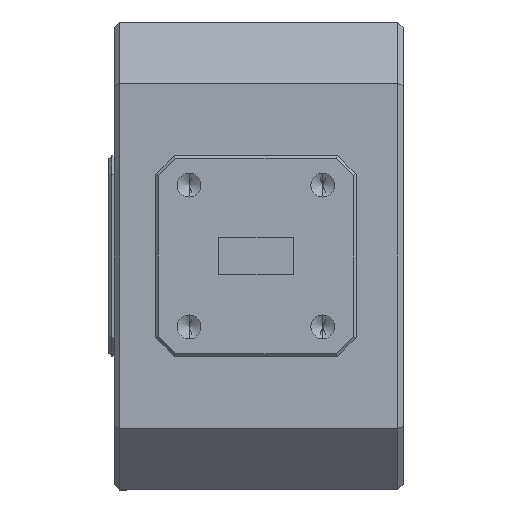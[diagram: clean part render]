
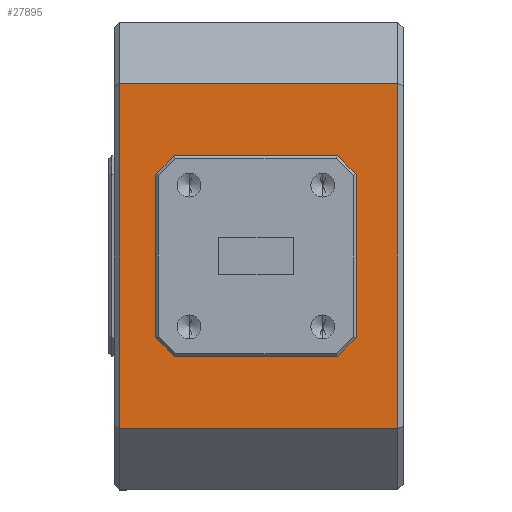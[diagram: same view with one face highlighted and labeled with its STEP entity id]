
A CAD part, left-side view. The second image highlights one B-rep face of the part: STEP entity #27895.
In plain terms, the highlighted planar face has unit normal (-1, 0, 0).
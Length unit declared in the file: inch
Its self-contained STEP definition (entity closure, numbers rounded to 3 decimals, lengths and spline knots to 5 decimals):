
#98 = CARTESIAN_POINT ( 'NONE',  ( -1.36794, -0.375, -0.375 ) ) ;
#417 = ORIENTED_EDGE ( 'NONE', *, *, #6028, .T. ) ;
#663 = LINE ( 'NONE', #11703, #5409 ) ;
#1412 = EDGE_CURVE ( 'NONE', #25975, #6476, #32176, .T. ) ;
#2078 = ORIENTED_EDGE ( 'NONE', *, *, #33240, .T. ) ;
#2101 = LINE ( 'NONE', #7524, #35802 ) ;
#2262 = LINE ( 'NONE', #30124, #12661 ) ;
#2263 = DIRECTION ( 'NONE',  ( 0., 0., 1. ) ) ;
#2289 = DIRECTION ( 'NONE',  ( 0., 1., 0. ) ) ;
#2511 = VERTEX_POINT ( 'NONE', #16895 ) ;
#3347 = CARTESIAN_POINT ( 'NONE',  ( -1.36794, 0.305, 0.375 ) ) ;
#3391 = CARTESIAN_POINT ( 'NONE',  ( -1.36794, -0.305, -0.375 ) ) ;
#3804 = EDGE_CURVE ( 'NONE', #26248, #20117, #7989, .T. ) ;
#5165 = LINE ( 'NONE', #3347, #27720 ) ;
#5409 = VECTOR ( 'NONE', #22724, 39.37008 ) ;
#6028 = EDGE_CURVE ( 'NONE', #25975, #20955, #2101, .T. ) ;
#6168 = CARTESIAN_POINT ( 'NONE',  ( -1.36794, 0.305, -0.375 ) ) ;
#6476 = VERTEX_POINT ( 'NONE', #16879 ) ;
#6560 = ORIENTED_EDGE ( 'NONE', *, *, #13360, .F. ) ;
#6588 = CARTESIAN_POINT ( 'NONE',  ( -1.36794, -0.375, 0.305 ) ) ;
#6972 = ORIENTED_EDGE ( 'NONE', *, *, #13102, .F. ) ;
#7524 = CARTESIAN_POINT ( 'NONE',  ( -1.36794, 0.50982, 0. ) ) ;
#7575 = VECTOR ( 'NONE', #9841, 39.37008 ) ;
#7989 = LINE ( 'NONE', #11264, #21469 ) ;
#8344 = VECTOR ( 'NONE', #28453, 39.37008 ) ;
#8510 = VECTOR ( 'NONE', #2263, 39.37008 ) ;
#8749 = VERTEX_POINT ( 'NONE', #9003 ) ;
#9003 = CARTESIAN_POINT ( 'NONE',  ( -1.36794, -0.305, 0.375 ) ) ;
#9268 = EDGE_LOOP ( 'NONE', ( #12741, #417, #6560, #14175 ) ) ;
#9611 = VERTEX_POINT ( 'NONE', #26266 ) ;
#9791 = FACE_BOUND ( 'NONE', #9806, .T. ) ;
#9806 = EDGE_LOOP ( 'NONE', ( #29865, #27031, #2078, #6972, #31709, #32124, #35127, #23096 ) ) ;
#9841 = DIRECTION ( 'NONE',  ( 0., -0.707, -0.707 ) ) ;
#9966 = VERTEX_POINT ( 'NONE', #6168 ) ;
#11063 = LINE ( 'NONE', #11783, #32430 ) ;
#11264 = CARTESIAN_POINT ( 'NONE',  ( -1.36794, -0.305, -0.375 ) ) ;
#11703 = CARTESIAN_POINT ( 'NONE',  ( -1.36794, 0.375, 0.375 ) ) ;
#11783 = CARTESIAN_POINT ( 'NONE',  ( -1.36794, 0.375, -0.375 ) ) ;
#11978 = PLANE ( 'NONE',  #20108 ) ;
#12102 = VECTOR ( 'NONE', #21137, 39.37008 ) ;
#12520 = EDGE_CURVE ( 'NONE', #8749, #30092, #21198, .T. ) ;
#12661 = VECTOR ( 'NONE', #13308, 39.37008 ) ;
#12741 = ORIENTED_EDGE ( 'NONE', *, *, #1412, .F. ) ;
#12825 = VECTOR ( 'NONE', #2289, 39.37008 ) ;
#13102 = EDGE_CURVE ( 'NONE', #31562, #2511, #11063, .T. ) ;
#13308 = DIRECTION ( 'NONE',  ( 0., -1., 0. ) ) ;
#13360 = EDGE_CURVE ( 'NONE', #21857, #20955, #19264, .T. ) ;
#14175 = ORIENTED_EDGE ( 'NONE', *, *, #25497, .T. ) ;
#14227 = CARTESIAN_POINT ( 'NONE',  ( -1.36794, 0.375, 0.305 ) ) ;
#14336 = CARTESIAN_POINT ( 'NONE',  ( -1.36794, 0.50982, -0.645 ) ) ;
#15426 = CARTESIAN_POINT ( 'NONE',  ( -1.36794, -0.375, -0.305 ) ) ;
#16879 = CARTESIAN_POINT ( 'NONE',  ( -1.36794, -0.53018, 0.645 ) ) ;
#16895 = CARTESIAN_POINT ( 'NONE',  ( -1.36794, 0.375, -0.305 ) ) ;
#17957 = DIRECTION ( 'NONE',  ( 0., 0.707, 0.707 ) ) ;
#19181 = EDGE_CURVE ( 'NONE', #26248, #30092, #34847, .T. ) ;
#19264 = LINE ( 'NONE', #27429, #12825 ) ;
#19754 = LINE ( 'NONE', #27917, #8344 ) ;
#20108 = AXIS2_PLACEMENT_3D ( 'NONE', #25890, #28451, #20620 ) ;
#20117 = VERTEX_POINT ( 'NONE', #3391 ) ;
#20132 = LINE ( 'NONE', #33909, #23177 ) ;
#20290 = FACE_OUTER_BOUND ( 'NONE', #9268, .T. ) ;
#20340 = DIRECTION ( 'NONE',  ( 0., -0.707, 0.707 ) ) ;
#20620 = DIRECTION ( 'NONE',  ( 0., 0., 1. ) ) ;
#20955 = VERTEX_POINT ( 'NONE', #14336 ) ;
#21137 = DIRECTION ( 'NONE',  ( 0., -1., 0. ) ) ;
#21198 = LINE ( 'NONE', #6588, #7575 ) ;
#21469 = VECTOR ( 'NONE', #35353, 39.37008 ) ;
#21857 = VERTEX_POINT ( 'NONE', #32908 ) ;
#22724 = DIRECTION ( 'NONE',  ( 0., 1., 0. ) ) ;
#23096 = ORIENTED_EDGE ( 'NONE', *, *, #19181, .F. ) ;
#23177 = VECTOR ( 'NONE', #17957, 39.37008 ) ;
#23842 = EDGE_CURVE ( 'NONE', #9966, #20117, #2262, .T. ) ;
#24336 = CARTESIAN_POINT ( 'NONE',  ( -1.36794, 0.50982, 0.645 ) ) ;
#25497 = EDGE_CURVE ( 'NONE', #21857, #6476, #19754, .T. ) ;
#25890 = CARTESIAN_POINT ( 'NONE',  ( -1.36794, 0., 0. ) ) ;
#25975 = VERTEX_POINT ( 'NONE', #24336 ) ;
#26009 = CARTESIAN_POINT ( 'NONE',  ( -1.36794, -0.375, 0.305 ) ) ;
#26248 = VERTEX_POINT ( 'NONE', #15426 ) ;
#26266 = CARTESIAN_POINT ( 'NONE',  ( -1.36794, 0.305, 0.375 ) ) ;
#27031 = ORIENTED_EDGE ( 'NONE', *, *, #23842, .F. ) ;
#27429 = CARTESIAN_POINT ( 'NONE',  ( -1.36794, -0.00018, -0.645 ) ) ;
#27720 = VECTOR ( 'NONE', #20340, 39.37008 ) ;
#27895 = ADVANCED_FACE ( 'NONE', ( #9791, #20290 ), #11978, .T. ) ;
#27917 = CARTESIAN_POINT ( 'NONE',  ( -1.36794, -0.53018, 0. ) ) ;
#28451 = DIRECTION ( 'NONE',  ( -1., 0., 0. ) ) ;
#28453 = DIRECTION ( 'NONE',  ( 0., 0., 1. ) ) ;
#28954 = CARTESIAN_POINT ( 'NONE',  ( -1.36794, -0.00018, 0.645 ) ) ;
#29073 = EDGE_CURVE ( 'NONE', #31562, #9611, #5165, .T. ) ;
#29784 = DIRECTION ( 'NONE',  ( 0., 0., -1. ) ) ;
#29865 = ORIENTED_EDGE ( 'NONE', *, *, #3804, .T. ) ;
#30092 = VERTEX_POINT ( 'NONE', #26009 ) ;
#30124 = CARTESIAN_POINT ( 'NONE',  ( -1.36794, 0.375, -0.375 ) ) ;
#30774 = DIRECTION ( 'NONE',  ( 0., 0., -1. ) ) ;
#31562 = VERTEX_POINT ( 'NONE', #14227 ) ;
#31709 = ORIENTED_EDGE ( 'NONE', *, *, #29073, .T. ) ;
#32124 = ORIENTED_EDGE ( 'NONE', *, *, #35210, .F. ) ;
#32176 = LINE ( 'NONE', #28954, #12102 ) ;
#32430 = VECTOR ( 'NONE', #30774, 39.37008 ) ;
#32908 = CARTESIAN_POINT ( 'NONE',  ( -1.36794, -0.53018, -0.645 ) ) ;
#33240 = EDGE_CURVE ( 'NONE', #9966, #2511, #20132, .T. ) ;
#33909 = CARTESIAN_POINT ( 'NONE',  ( -1.36794, 0.375, -0.305 ) ) ;
#34847 = LINE ( 'NONE', #98, #8510 ) ;
#35127 = ORIENTED_EDGE ( 'NONE', *, *, #12520, .T. ) ;
#35210 = EDGE_CURVE ( 'NONE', #8749, #9611, #663, .T. ) ;
#35353 = DIRECTION ( 'NONE',  ( 0., 0.707, -0.707 ) ) ;
#35802 = VECTOR ( 'NONE', #29784, 39.37008 ) ;
